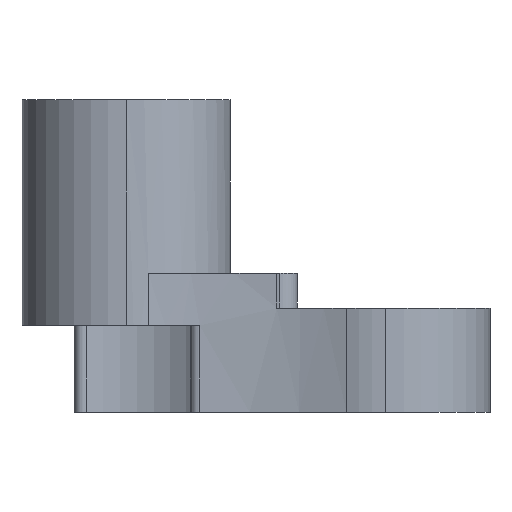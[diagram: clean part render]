
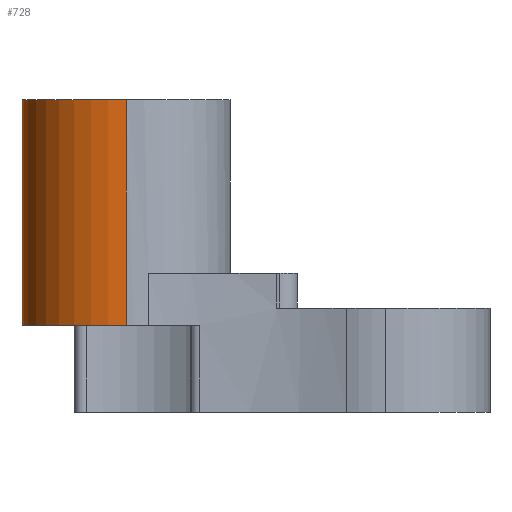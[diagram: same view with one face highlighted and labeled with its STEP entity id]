
A CAD part, left-side view. The second image highlights one B-rep face of the part: STEP entity #728.
In plain terms, the highlighted cylindrical face has radius 3 mm (diameter 6 mm), a partial arc.
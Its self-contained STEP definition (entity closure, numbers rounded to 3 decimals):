
#27 = CARTESIAN_POINT ( 'NONE',  ( 0., 8., 10. ) ) ;
#66 = AXIS2_PLACEMENT_3D ( 'NONE', #523, #894, #340 ) ;
#109 = DIRECTION ( 'NONE',  ( 0., 0., 1. ) ) ;
#111 = CARTESIAN_POINT ( 'NONE',  ( 0., 11., 5. ) ) ;
#124 = CARTESIAN_POINT ( 'NONE',  ( 0., 11., 3.5 ) ) ;
#148 = CARTESIAN_POINT ( 'NONE',  ( 0., 8., 5. ) ) ;
#154 = DIRECTION ( 'NONE',  ( 1., 0., 0. ) ) ;
#230 = ORIENTED_EDGE ( 'NONE', *, *, #395, .F. ) ;
#241 = LINE ( 'NONE', #519, #274 ) ;
#274 = VECTOR ( 'NONE', #524, 1000. ) ;
#329 = ORIENTED_EDGE ( 'NONE', *, *, #498, .T. ) ;
#332 = CIRCLE ( 'NONE', #1028, 3. ) ;
#340 = DIRECTION ( 'NONE',  ( -1., 0., 0. ) ) ;
#360 = ORIENTED_EDGE ( 'NONE', *, *, #799, .F. ) ;
#375 = CARTESIAN_POINT ( 'NONE',  ( -3., 8., 3.5 ) ) ;
#392 = DIRECTION ( 'NONE',  ( 1., 0., 0. ) ) ;
#395 = EDGE_CURVE ( 'NONE', #824, #1179, #1068, .T. ) ;
#398 = LINE ( 'NONE', #1039, #739 ) ;
#421 = CARTESIAN_POINT ( 'NONE',  ( -3., 8., 10. ) ) ;
#433 = CARTESIAN_POINT ( 'NONE',  ( -3., 8., 10. ) ) ;
#440 = EDGE_LOOP ( 'NONE', ( #537, #1180, #360, #329, #1085, #230 ) ) ;
#472 = AXIS2_PLACEMENT_3D ( 'NONE', #27, #109, #392 ) ;
#481 = DIRECTION ( 'NONE',  ( 0., 0., -1. ) ) ;
#498 = EDGE_CURVE ( 'NONE', #1188, #698, #241, .T. ) ;
#499 = DIRECTION ( 'NONE',  ( 0., 0., -1. ) ) ;
#515 = CARTESIAN_POINT ( 'NONE',  ( 3., 8., 10. ) ) ;
#519 = CARTESIAN_POINT ( 'NONE',  ( 0., 11., 4. ) ) ;
#523 = CARTESIAN_POINT ( 'NONE',  ( 0., 8., 10. ) ) ;
#524 = DIRECTION ( 'NONE',  ( 0., 0., -1. ) ) ;
#537 = ORIENTED_EDGE ( 'NONE', *, *, #593, .F. ) ;
#588 = CIRCLE ( 'NONE', #1030, 3. ) ;
#593 = EDGE_CURVE ( 'NONE', #991, #824, #1167, .T. ) ;
#616 = DIRECTION ( 'NONE',  ( 0., 0., -1. ) ) ;
#633 = CARTESIAN_POINT ( 'NONE',  ( 3., 8., 5. ) ) ;
#698 = VERTEX_POINT ( 'NONE', #124 ) ;
#701 = FACE_OUTER_BOUND ( 'NONE', #440, .T. ) ;
#705 = EDGE_CURVE ( 'NONE', #1179, #698, #332, .T. ) ;
#728 = ADVANCED_FACE ( 'NONE', ( #701 ), #998, .T. ) ;
#739 = VECTOR ( 'NONE', #481, 1000. ) ;
#799 = EDGE_CURVE ( 'NONE', #1188, #881, #588, .T. ) ;
#824 = VERTEX_POINT ( 'NONE', #433 ) ;
#851 = VECTOR ( 'NONE', #1159, 1000. ) ;
#880 = DIRECTION ( 'NONE',  ( -1., 0., 0. ) ) ;
#881 = VERTEX_POINT ( 'NONE', #633 ) ;
#894 = DIRECTION ( 'NONE',  ( 0., 0., -1. ) ) ;
#970 = CARTESIAN_POINT ( 'NONE',  ( 0., 8., 3.5 ) ) ;
#991 = VERTEX_POINT ( 'NONE', #515 ) ;
#998 = CYLINDRICAL_SURFACE ( 'NONE', #66, 3. ) ;
#1028 = AXIS2_PLACEMENT_3D ( 'NONE', #970, #499, #880 ) ;
#1030 = AXIS2_PLACEMENT_3D ( 'NONE', #148, #616, #154 ) ;
#1039 = CARTESIAN_POINT ( 'NONE',  ( 3., 8., 10. ) ) ;
#1068 = LINE ( 'NONE', #421, #851 ) ;
#1085 = ORIENTED_EDGE ( 'NONE', *, *, #705, .F. ) ;
#1156 = EDGE_CURVE ( 'NONE', #991, #881, #398, .T. ) ;
#1159 = DIRECTION ( 'NONE',  ( 0., 0., -1. ) ) ;
#1167 = CIRCLE ( 'NONE', #472, 3. ) ;
#1179 = VERTEX_POINT ( 'NONE', #375 ) ;
#1180 = ORIENTED_EDGE ( 'NONE', *, *, #1156, .T. ) ;
#1188 = VERTEX_POINT ( 'NONE', #111 ) ;
